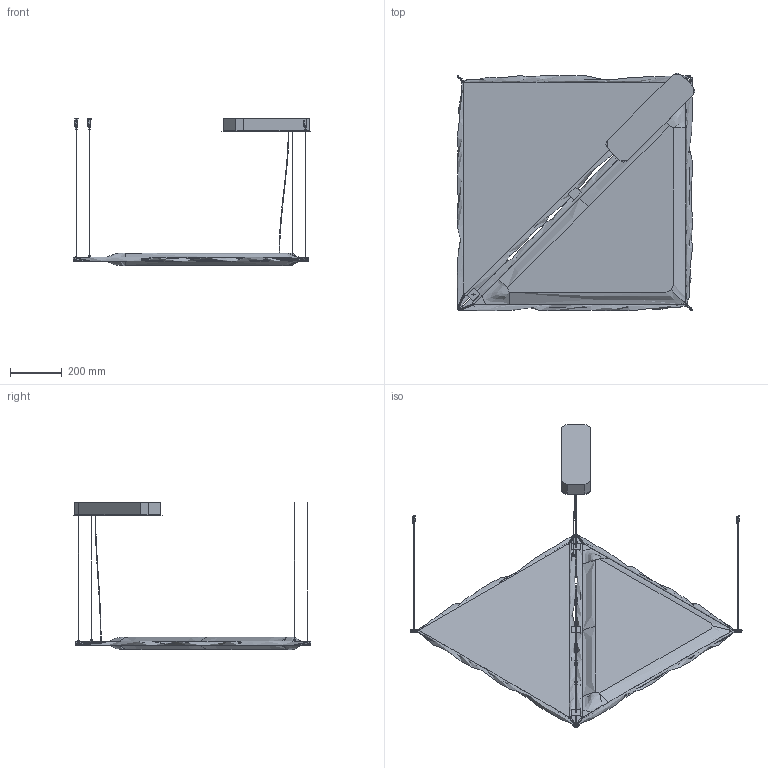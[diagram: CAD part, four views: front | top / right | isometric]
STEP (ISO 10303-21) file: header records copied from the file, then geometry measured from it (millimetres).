
FILE_DESCRIPTION(/* description */ (''),/* implementation_level */ '2;1');
FILE_NAME(/* name */ '078136_FLEXIA_180_light_acustic',/* time_stamp */ '2021-06-22T15:12:11+02:00',/* author */ (''),/* organization */ (''),/* preprocessor_version */ 'ST-DEVELOPER v15',/* originating_system */ '',/* authorisation */ '');
FILE_SCHEMA (('AUTOMOTIVE_DESIGN'));
Products named in the file (1): Document
Bounding box: 915.56 x 915.6 x 566.59 mm (x, y, z)
Volume: 15516161.4 mm3; surface area: 2885854.6 mm2
Topology: 31 solids, 33 shells, 1946 faces, 5004 edges, 3121 vertices
Faces by surface type: bspline 1354, plane 592
Entity records: 100634 total; most frequent: CARTESIAN_POINT 71345, ORIENTED_EDGE 9958, EDGE_CURVE 4996, VERTEX_POINT 3123, B_SPLINE_CURVE_WITH_KNOTS 3091, EDGE_LOOP 1991, ADVANCED_FACE 1946, FACE_OUTER_BOUND 1946
